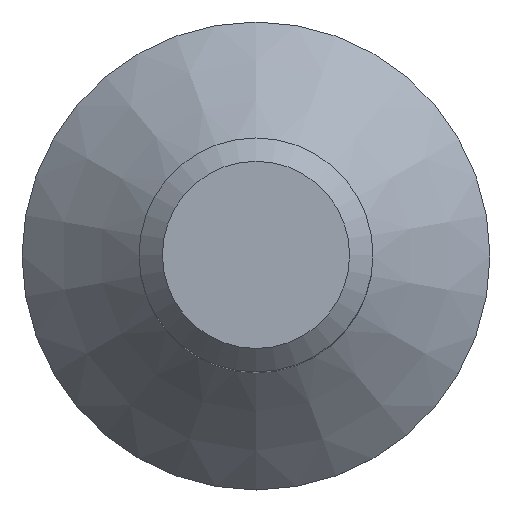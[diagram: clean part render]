
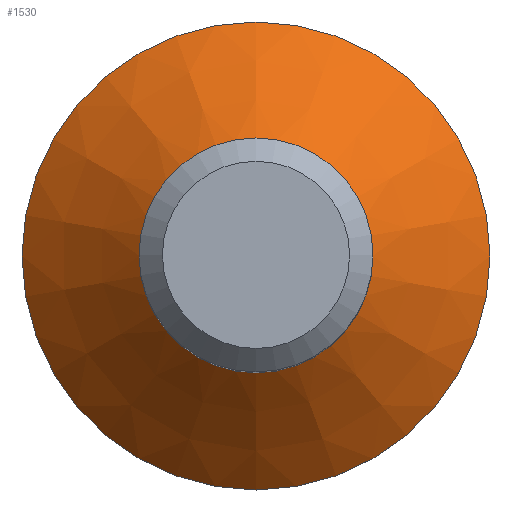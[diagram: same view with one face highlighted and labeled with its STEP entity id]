
A CAD part, top view. The second image highlights one B-rep face of the part: STEP entity #1530.
In plain terms, the highlighted conical face has half-angle 45 degrees and reference radius 6 mm.
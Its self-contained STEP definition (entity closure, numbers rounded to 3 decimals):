
#250 = ORIENTED_EDGE ( 'NONE', *, *, #14043, .T. ) ;
#829 = VERTEX_POINT ( 'NONE', #11159 ) ;
#1027 = AXIS2_PLACEMENT_3D ( 'NONE', #13578, #12503, #1859 ) ;
#1264 = DIRECTION ( 'NONE',  ( 0., 1., 0. ) ) ;
#1530 = ADVANCED_FACE ( 'NONE', ( #10232, #11710 ), #4371, .T. ) ;
#1596 = EDGE_LOOP ( 'NONE', ( #6886 ) ) ;
#1859 = DIRECTION ( 'NONE',  ( 0., 1., 0. ) ) ;
#2169 = CARTESIAN_POINT ( 'NONE',  ( 0., 0., 0.3 ) ) ;
#3024 = CIRCLE ( 'NONE', #5653, 6. ) ;
#4371 = CONICAL_SURFACE ( 'NONE', #8023, 6., 0.785 ) ;
#4743 = DIRECTION ( 'NONE',  ( 0., 0., -1. ) ) ;
#5001 = EDGE_LOOP ( 'NONE', ( #250 ) ) ;
#5653 = AXIS2_PLACEMENT_3D ( 'NONE', #2169, #6949, #11596 ) ;
#6886 = ORIENTED_EDGE ( 'NONE', *, *, #14533, .F. ) ;
#6949 = DIRECTION ( 'NONE',  ( 0., 0., -1. ) ) ;
#8023 = AXIS2_PLACEMENT_3D ( 'NONE', #11765, #4743, #1264 ) ;
#10232 = FACE_OUTER_BOUND ( 'NONE', #1596, .T. ) ;
#10536 = CIRCLE ( 'NONE', #1027, 3. ) ;
#11159 = CARTESIAN_POINT ( 'NONE',  ( 0., 3., 3.3 ) ) ;
#11596 = DIRECTION ( 'NONE',  ( 0., 1., 0. ) ) ;
#11710 = FACE_BOUND ( 'NONE', #5001, .T. ) ;
#11765 = CARTESIAN_POINT ( 'NONE',  ( 0., 0., 0.3 ) ) ;
#12448 = CARTESIAN_POINT ( 'NONE',  ( 0., 6., 0.3 ) ) ;
#12503 = DIRECTION ( 'NONE',  ( 0., 0., -1. ) ) ;
#13118 = VERTEX_POINT ( 'NONE', #12448 ) ;
#13578 = CARTESIAN_POINT ( 'NONE',  ( 0., 0., 3.3 ) ) ;
#14043 = EDGE_CURVE ( 'NONE', #829, #829, #10536, .T. ) ;
#14533 = EDGE_CURVE ( 'NONE', #13118, #13118, #3024, .T. ) ;
